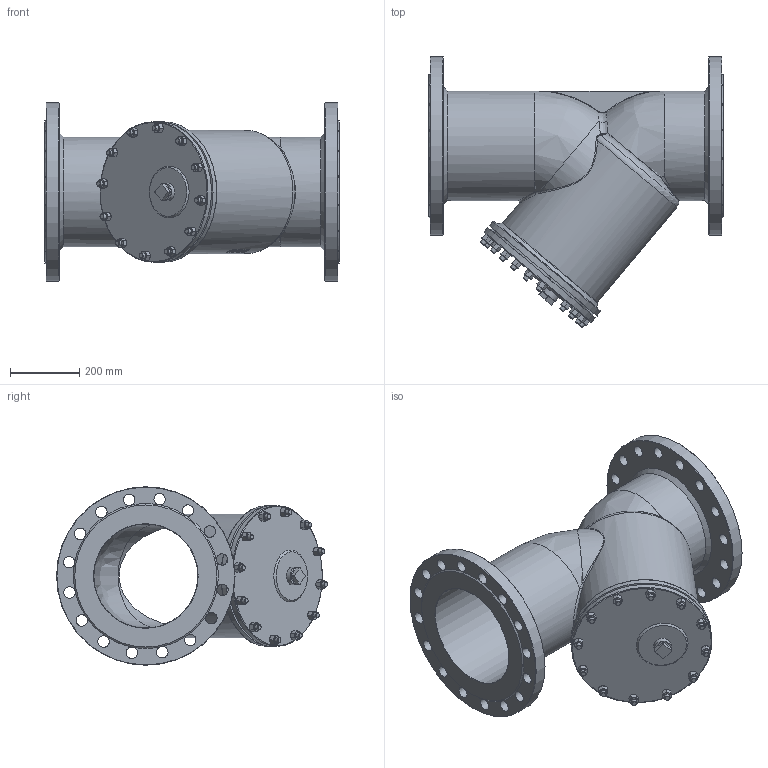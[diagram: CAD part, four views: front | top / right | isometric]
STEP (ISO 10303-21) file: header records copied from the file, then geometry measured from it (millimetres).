
FILE_DESCRIPTION(/* description */ (''),/* implementation_level */ '2;1');
FILE_NAME(/* name */ 'DN300_3D_STEP.stp',/* time_stamp */ '2025-12-19T00:15:14+03:00',/* author */ ('igorr'),/* organization */ (''),/* preprocessor_version */ 'ST-DEVELOPER v20',/* originating_system */ 'Autodesk Inventor 2025',/* authorisation */ '');
FILE_SCHEMA (('AUTOMOTIVE_DESIGN { 1 0 10303 214 3 1 1 }'));
Length unit declared in the file: millimetre
Products named in the file (3): Сборка; Деталь1; ANSI B18.2.4.2M - M16x2
Assembly tree (13 placements, depth 2):
  Сборка
    Деталь1
    ANSI B18.2.4.2M - M16x2  x12
Bounding box: 850 x 781.62 x 515 mm (x, y, z)
Volume: 40059430.3 mm3; surface area: 2908221 mm2
Topology: 13 solids, 13 shells, 540 faces, 1359 edges, 833 vertices
Faces by surface type: cone 190, plane 168, cylinder 108, bspline 57, torus 17
Full cylindrical faces by diameter (mm): 13.835 x12, 15 x24, 33 x32, 50 x1, 300 x3, 316 x2, 356 x2, 406 x2, 515 x2
Entity records: 12082 total; most frequent: CARTESIAN_POINT 4187, ORIENTED_EDGE 1602, DIRECTION 1553, EDGE_CURVE 801, AXIS2_PLACEMENT_3D 680, VERTEX_POINT 514, EDGE_LOOP 375, CIRCLE 347
